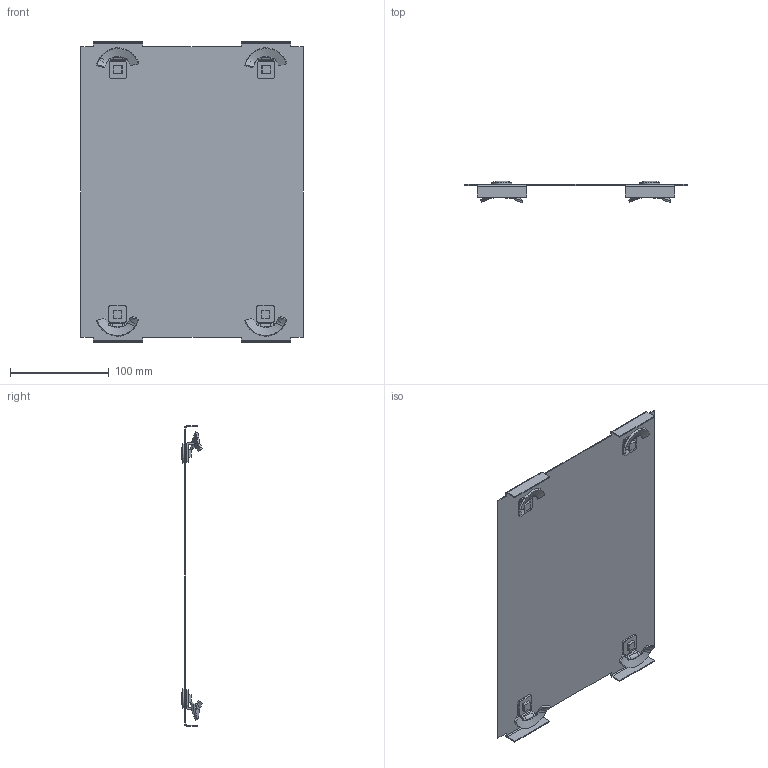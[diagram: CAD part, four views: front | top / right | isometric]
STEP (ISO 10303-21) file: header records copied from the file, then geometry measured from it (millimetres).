
FILE_DESCRIPTION (( 'STEP AP214' ), '1' );
FILE_NAME ('6226232.stp', '2024-02-12T13:27:28', ( '' ), ( '' ), 'SwSTEP 2.0', 'SolidWorks 2022', '' );
FILE_SCHEMA (( 'AUTOMOTIVE_DESIGN' ));
Length unit declared in the file: millimetre
Products named in the file (5): 109905_quadratisch; 120072_Standard; 6226232; 099600_Standard; 090180_NB=300 d-16,5 für Helix-Drehriegel
Assembly tree (7 placements, depth 3):
  6226232
    090180_NB=300 d-16,5 für Helix-Drehriegel
    120072_Standard  x4
      099600_Standard
      109905_quadratisch
Bounding box: 225 x 21.36 x 304 mm (x, y, z)
Volume: 80468.9 mm3; surface area: 150602.6 mm2
Topology: 9 solids, 9 shells, 418 faces, 1052 edges, 664 vertices
Faces by surface type: plane 182, bspline 136, cylinder 60, cone 32, torus 8
Full cylindrical faces by diameter (mm): 16.5 x4
Entity records: 6298 total; most frequent: CARTESIAN_POINT 2939, ORIENTED_EDGE 708, DIRECTION 554, EDGE_CURVE 354, VERTEX_POINT 225, AXIS2_PLACEMENT_3D 189, LINE 176, VECTOR 176
